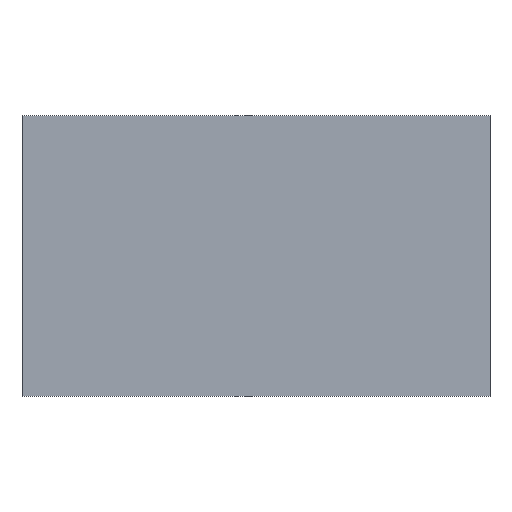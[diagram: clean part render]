
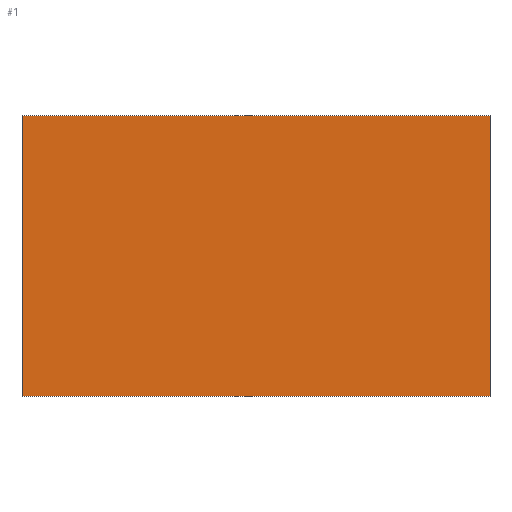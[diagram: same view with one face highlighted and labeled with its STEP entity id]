
A CAD part, front view. The second image highlights one B-rep face of the part: STEP entity #1.
In plain terms, the highlighted planar face has unit normal (0, -1, 0).
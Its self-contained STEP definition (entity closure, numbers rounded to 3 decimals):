
#1 = ADVANCED_FACE ( 'NONE', ( #15 ), #32, .F. ) ;
#3 = ORIENTED_EDGE ( 'NONE', *, *, #56, .F. ) ;
#10 = ORIENTED_EDGE ( 'NONE', *, *, #168, .F. ) ;
#15 = FACE_OUTER_BOUND ( 'NONE', #103, .T. ) ;
#29 = DIRECTION ( 'NONE',  ( 0., 1., 0. ) ) ;
#30 = DIRECTION ( 'NONE',  ( 0., 0., 1. ) ) ;
#32 = PLANE ( 'NONE',  #214 ) ;
#39 = CARTESIAN_POINT ( 'NONE',  ( 0., 0., 0. ) ) ;
#44 = VERTEX_POINT ( 'NONE', #78 ) ;
#50 = ORIENTED_EDGE ( 'NONE', *, *, #181, .F. ) ;
#51 = LINE ( 'NONE', #122, #121 ) ;
#56 = EDGE_CURVE ( 'NONE', #111, #44, #109, .T. ) ;
#60 = VECTOR ( 'NONE', #167, 1000. ) ;
#63 = VECTOR ( 'NONE', #91, 1000. ) ;
#78 = CARTESIAN_POINT ( 'NONE',  ( 25., 0., 0. ) ) ;
#82 = VERTEX_POINT ( 'NONE', #209 ) ;
#83 = ORIENTED_EDGE ( 'NONE', *, *, #186, .F. ) ;
#85 = CARTESIAN_POINT ( 'NONE',  ( 0., 0., 0. ) ) ;
#89 = DIRECTION ( 'NONE',  ( 1., 0., 0. ) ) ;
#91 = DIRECTION ( 'NONE',  ( 1., 0., 0. ) ) ;
#92 = VERTEX_POINT ( 'NONE', #85 ) ;
#103 = EDGE_LOOP ( 'NONE', ( #50, #10, #83, #3 ) ) ;
#109 = LINE ( 'NONE', #216, #163 ) ;
#111 = VERTEX_POINT ( 'NONE', #149 ) ;
#121 = VECTOR ( 'NONE', #30, 1000. ) ;
#122 = CARTESIAN_POINT ( 'NONE',  ( 0., 0., 0. ) ) ;
#125 = CARTESIAN_POINT ( 'NONE',  ( 0., 0., 15. ) ) ;
#149 = CARTESIAN_POINT ( 'NONE',  ( 25., 0., 15. ) ) ;
#162 = CARTESIAN_POINT ( 'NONE',  ( 25., 0., 0. ) ) ;
#163 = VECTOR ( 'NONE', #182, 1000. ) ;
#167 = DIRECTION ( 'NONE',  ( -1., 0., 0. ) ) ;
#168 = EDGE_CURVE ( 'NONE', #92, #82, #51, .T. ) ;
#181 = EDGE_CURVE ( 'NONE', #82, #111, #183, .T. ) ;
#182 = DIRECTION ( 'NONE',  ( 0., 0., -1. ) ) ;
#183 = LINE ( 'NONE', #125, #63 ) ;
#186 = EDGE_CURVE ( 'NONE', #44, #92, #201, .T. ) ;
#201 = LINE ( 'NONE', #162, #60 ) ;
#209 = CARTESIAN_POINT ( 'NONE',  ( 0., 0., 15. ) ) ;
#214 = AXIS2_PLACEMENT_3D ( 'NONE', #39, #29, #89 ) ;
#216 = CARTESIAN_POINT ( 'NONE',  ( 25., 0., 15. ) ) ;
